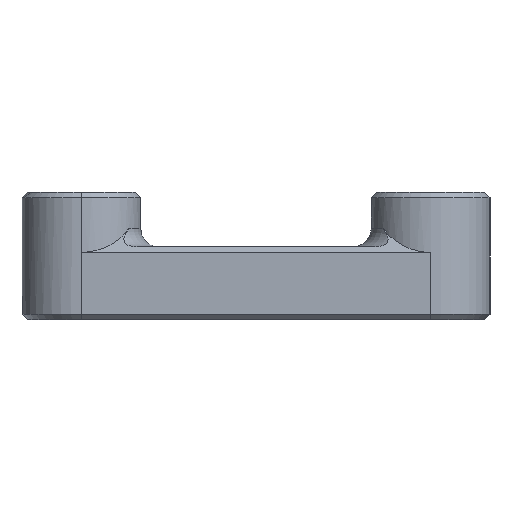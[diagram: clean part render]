
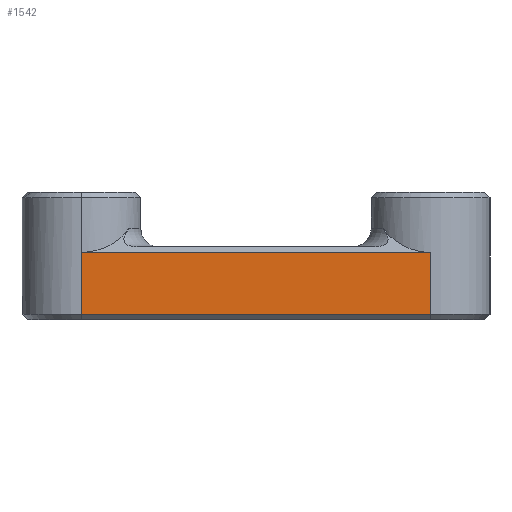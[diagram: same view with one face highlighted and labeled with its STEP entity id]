
A CAD part, front view. The second image highlights one B-rep face of the part: STEP entity #1542.
In plain terms, the highlighted planar face has unit normal (0, -1, 0).
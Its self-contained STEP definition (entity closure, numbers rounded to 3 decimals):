
#1479=CARTESIAN_POINT('',(125.452,42.048,0.3));
#1480=VERTEX_POINT('',#1479);
#1487=CARTESIAN_POINT('',(125.452,42.048,3.7));
#1488=VERTEX_POINT('',#1487);
#1489=CARTESIAN_POINT('',(125.452,42.048,0.3));
#1490=DIRECTION('',(0.,0.,1.));
#1491=VECTOR('',#1490,3.4);
#1492=LINE('',#1489,#1491);
#1493=EDGE_CURVE('',#1480,#1488,#1492,.T.);
#1512=CARTESIAN_POINT('',(126.481,42.048,0.));
#1513=DIRECTION('',(0.,1.,0.));
#1514=DIRECTION('',(0.,0.,-1.));
#1515=AXIS2_PLACEMENT_3D('',#1512,#1513,#1514);
#1516=PLANE('',#1515);
#1517=ORIENTED_EDGE('',*,*,#1493,.F.);
#1518=CARTESIAN_POINT('',(144.552,42.048,0.3));
#1519=VERTEX_POINT('',#1518);
#1520=CARTESIAN_POINT('',(125.452,42.048,0.3));
#1521=DIRECTION('',(1.,-0.,-0.));
#1522=VECTOR('',#1521,19.1);
#1523=LINE('',#1520,#1522);
#1524=EDGE_CURVE('',#1480,#1519,#1523,.T.);
#1525=ORIENTED_EDGE('',*,*,#1524,.T.);
#1526=CARTESIAN_POINT('',(144.552,42.048,3.7));
#1527=VERTEX_POINT('',#1526);
#1528=CARTESIAN_POINT('',(144.552,42.048,0.3));
#1529=DIRECTION('',(-0.,-0.,1.));
#1530=VECTOR('',#1529,3.4);
#1531=LINE('',#1528,#1530);
#1532=EDGE_CURVE('',#1519,#1527,#1531,.T.);
#1533=ORIENTED_EDGE('',*,*,#1532,.T.);
#1534=CARTESIAN_POINT('',(144.552,42.048,3.7));
#1535=DIRECTION('',(-1.,0.,0.));
#1536=VECTOR('',#1535,19.1);
#1537=LINE('',#1534,#1536);
#1538=EDGE_CURVE('',#1527,#1488,#1537,.T.);
#1539=ORIENTED_EDGE('',*,*,#1538,.T.);
#1540=EDGE_LOOP('',(#1517,#1525,#1533,#1539));
#1541=FACE_BOUND('',#1540,.T.);
#1542=ADVANCED_FACE('',(#1541),#1516,.F.);
